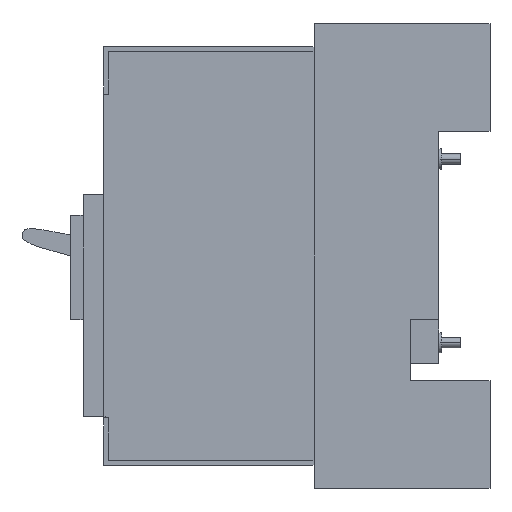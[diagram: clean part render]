
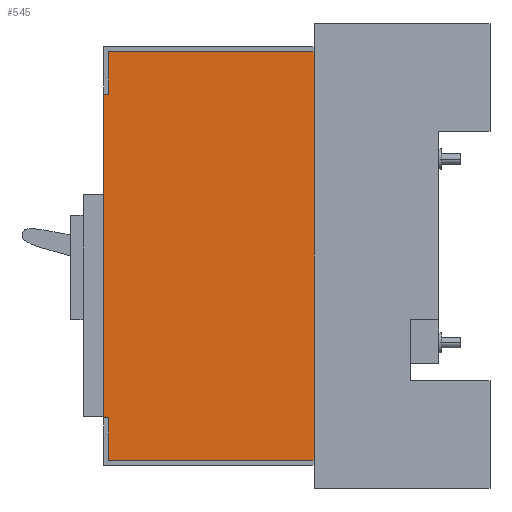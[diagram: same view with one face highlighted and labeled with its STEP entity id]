
A CAD part, left-side view. The second image highlights one B-rep face of the part: STEP entity #545.
In plain terms, the highlighted planar face has unit normal (-1, 0, 0).
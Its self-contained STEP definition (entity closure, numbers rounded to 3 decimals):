
#512=AXIS2_PLACEMENT_3D('Plane Axis2P3D',#509,#510,#511) ;
#293=CARTESIAN_POINT('Line Origine',(-52.5,50.,0.)) ;
#297=CARTESIAN_POINT('Vertex',(-52.5,50.,80.)) ;
#299=CARTESIAN_POINT('Vertex',(-52.5,50.,-80.)) ;
#333=CARTESIAN_POINT('Line Origine',(-52.5,90.25,-80.)) ;
#337=CARTESIAN_POINT('Vertex',(-52.5,130.5,-80.)) ;
#364=CARTESIAN_POINT('Line Origine',(-52.5,130.5,-71.75)) ;
#368=CARTESIAN_POINT('Vertex',(-52.5,130.5,-63.5)) ;
#395=CARTESIAN_POINT('Line Origine',(-52.5,131.15,-63.5)) ;
#399=CARTESIAN_POINT('Vertex',(-52.5,131.8,-63.5)) ;
#426=CARTESIAN_POINT('Line Origine',(-52.5,131.8,-63.25)) ;
#430=CARTESIAN_POINT('Vertex',(-52.5,131.8,-63.)) ;
#452=CARTESIAN_POINT('Line Origine',(-52.5,130.5,71.75)) ;
#456=CARTESIAN_POINT('Vertex',(-52.5,130.5,63.5)) ;
#458=CARTESIAN_POINT('Vertex',(-52.5,130.5,80.)) ;
#492=CARTESIAN_POINT('Line Origine',(-52.5,90.25,80.)) ;
#509=CARTESIAN_POINT('Axis2P3D Location',(-52.5,0.,0.)) ;
#514=CARTESIAN_POINT('Line Origine',(-52.5,132.15,-63.)) ;
#518=CARTESIAN_POINT('Vertex',(-52.5,132.5,-63.)) ;
#521=CARTESIAN_POINT('Line Origine',(-52.5,131.5,63.5)) ;
#525=CARTESIAN_POINT('Vertex',(-52.5,132.5,63.5)) ;
#528=CARTESIAN_POINT('Line Origine',(-52.5,132.5,0.25)) ;
#294=DIRECTION('Vector Direction',(0.,0.,1.)) ;
#334=DIRECTION('Vector Direction',(0.,1.,0.)) ;
#365=DIRECTION('Vector Direction',(0.,0.,1.)) ;
#396=DIRECTION('Vector Direction',(0.,1.,0.)) ;
#427=DIRECTION('Vector Direction',(0.,0.,1.)) ;
#453=DIRECTION('Vector Direction',(0.,0.,-1.)) ;
#493=DIRECTION('Vector Direction',(0.,1.,0.)) ;
#510=DIRECTION('Axis2P3D Direction',(1.,0.,0.)) ;
#511=DIRECTION('Axis2P3D XDirection',(0.,1.,0.)) ;
#515=DIRECTION('Vector Direction',(0.,-1.,0.)) ;
#522=DIRECTION('Vector Direction',(0.,1.,0.)) ;
#529=DIRECTION('Vector Direction',(0.,0.,-1.)) ;
#295=VECTOR('Line Direction',#294,1.) ;
#335=VECTOR('Line Direction',#334,1.) ;
#366=VECTOR('Line Direction',#365,1.) ;
#397=VECTOR('Line Direction',#396,1.) ;
#428=VECTOR('Line Direction',#427,1.) ;
#454=VECTOR('Line Direction',#453,1.) ;
#494=VECTOR('Line Direction',#493,1.) ;
#516=VECTOR('Line Direction',#515,1.) ;
#523=VECTOR('Line Direction',#522,1.) ;
#530=VECTOR('Line Direction',#529,1.) ;
#534=ORIENTED_EDGE('',*,*,#520,.F.) ;
#535=ORIENTED_EDGE('',*,*,#432,.F.) ;
#536=ORIENTED_EDGE('',*,*,#401,.F.) ;
#537=ORIENTED_EDGE('',*,*,#370,.F.) ;
#538=ORIENTED_EDGE('',*,*,#339,.F.) ;
#539=ORIENTED_EDGE('',*,*,#301,.F.) ;
#540=ORIENTED_EDGE('',*,*,#496,.F.) ;
#541=ORIENTED_EDGE('',*,*,#460,.F.) ;
#542=ORIENTED_EDGE('',*,*,#527,.F.) ;
#543=ORIENTED_EDGE('',*,*,#532,.F.) ;
#545=ADVANCED_FACE('Interruttore base XT4_4p_Plug-in Fixing 50mm (parte mobile)',(#544),#513,.F.) ;
#301=EDGE_CURVE('',#298,#300,#296,.F.) ;
#339=EDGE_CURVE('',#300,#338,#336,.T.) ;
#370=EDGE_CURVE('',#338,#369,#367,.T.) ;
#401=EDGE_CURVE('',#369,#400,#398,.T.) ;
#432=EDGE_CURVE('',#400,#431,#429,.T.) ;
#460=EDGE_CURVE('',#457,#459,#455,.F.) ;
#496=EDGE_CURVE('',#459,#298,#495,.F.) ;
#520=EDGE_CURVE('',#431,#519,#517,.F.) ;
#527=EDGE_CURVE('',#526,#457,#524,.F.) ;
#532=EDGE_CURVE('',#519,#526,#531,.F.) ;
#533=EDGE_LOOP('',(#534,#535,#536,#537,#538,#539,#540,#541,#542,#543)) ;
#544=FACE_OUTER_BOUND('',#533,.T.) ;
#296=LINE('Line',#293,#295) ;
#336=LINE('Line',#333,#335) ;
#367=LINE('Line',#364,#366) ;
#398=LINE('Line',#395,#397) ;
#429=LINE('Line',#426,#428) ;
#455=LINE('Line',#452,#454) ;
#495=LINE('Line',#492,#494) ;
#517=LINE('Line',#514,#516) ;
#524=LINE('Line',#521,#523) ;
#531=LINE('Line',#528,#530) ;
#513=PLANE('',#512) ;
#298=VERTEX_POINT('',#297) ;
#300=VERTEX_POINT('',#299) ;
#338=VERTEX_POINT('',#337) ;
#369=VERTEX_POINT('',#368) ;
#400=VERTEX_POINT('',#399) ;
#431=VERTEX_POINT('',#430) ;
#457=VERTEX_POINT('',#456) ;
#459=VERTEX_POINT('',#458) ;
#519=VERTEX_POINT('',#518) ;
#526=VERTEX_POINT('',#525) ;
